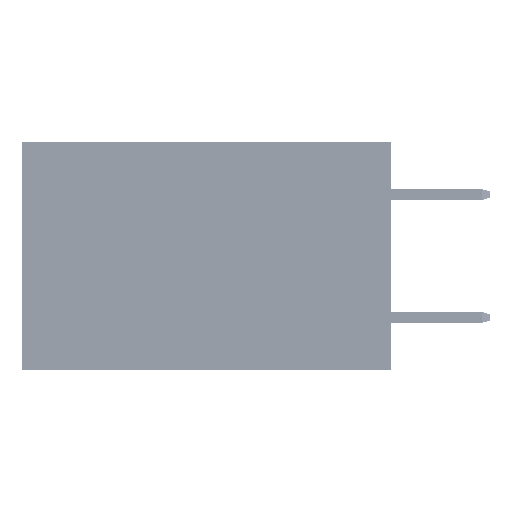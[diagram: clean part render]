
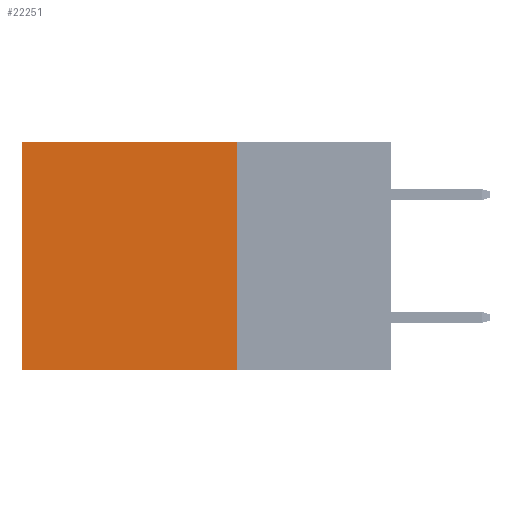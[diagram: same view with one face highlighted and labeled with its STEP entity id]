
A CAD part, left-side view. The second image highlights one B-rep face of the part: STEP entity #22251.
In plain terms, the highlighted planar face has unit normal (-1, 0, 0).
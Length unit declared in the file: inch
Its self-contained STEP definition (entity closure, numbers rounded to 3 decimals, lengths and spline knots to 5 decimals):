
#1054 = CARTESIAN_POINT ( 'NONE',  ( 0.2875, 0.25, 0. ) ) ;
#4676 = EDGE_LOOP ( 'NONE', ( #38007, #37886, #25392, #4970 ) ) ;
#4970 = ORIENTED_EDGE ( 'NONE', *, *, #33813, .T. ) ;
#6646 = CARTESIAN_POINT ( 'NONE',  ( 0.2875, 0.25, 0. ) ) ;
#7523 = VERTEX_POINT ( 'NONE', #39305 ) ;
#8136 = VERTEX_POINT ( 'NONE', #12296 ) ;
#10192 = CARTESIAN_POINT ( 'NONE',  ( 0.2875, 0.6, 0. ) ) ;
#11562 = PLANE ( 'NONE',  #38615 ) ;
#12296 = CARTESIAN_POINT ( 'NONE',  ( 0.2875, 0.6, 0. ) ) ;
#15160 = EDGE_CURVE ( 'NONE', #7523, #29724, #18049, .T. ) ;
#15454 = DIRECTION ( 'NONE',  ( 0., 0., -1. ) ) ;
#18049 = LINE ( 'NONE', #43342, #37335 ) ;
#20352 = DIRECTION ( 'NONE',  ( 0., 0., -1. ) ) ;
#22251 = ADVANCED_FACE ( 'NONE', ( #48744 ), #11562, .F. ) ;
#24317 = VECTOR ( 'NONE', #48643, 39.37008 ) ;
#24578 = VECTOR ( 'NONE', #30079, 39.37008 ) ;
#25392 = ORIENTED_EDGE ( 'NONE', *, *, #32237, .F. ) ;
#27213 = VERTEX_POINT ( 'NONE', #6646 ) ;
#28051 = DIRECTION ( 'NONE',  ( 0., 1., 0. ) ) ;
#29724 = VERTEX_POINT ( 'NONE', #38199 ) ;
#30079 = DIRECTION ( 'NONE',  ( 0., 0., -1. ) ) ;
#31290 = CARTESIAN_POINT ( 'NONE',  ( 0.2875, 0.25, 0. ) ) ;
#32237 = EDGE_CURVE ( 'NONE', #27213, #7523, #38913, .T. ) ;
#33813 = EDGE_CURVE ( 'NONE', #27213, #8136, #35122, .T. ) ;
#34791 = LINE ( 'NONE', #10192, #24578 ) ;
#35122 = LINE ( 'NONE', #44766, #24317 ) ;
#37335 = VECTOR ( 'NONE', #28051, 39.37008 ) ;
#37886 = ORIENTED_EDGE ( 'NONE', *, *, #15160, .F. ) ;
#38007 = ORIENTED_EDGE ( 'NONE', *, *, #42690, .T. ) ;
#38199 = CARTESIAN_POINT ( 'NONE',  ( 0.2875, 0.6, -0.37 ) ) ;
#38538 = DIRECTION ( 'NONE',  ( 1., 0., 0. ) ) ;
#38615 = AXIS2_PLACEMENT_3D ( 'NONE', #31290, #38538, #15454 ) ;
#38913 = LINE ( 'NONE', #1054, #49140 ) ;
#39305 = CARTESIAN_POINT ( 'NONE',  ( 0.2875, 0.25, -0.37 ) ) ;
#42690 = EDGE_CURVE ( 'NONE', #8136, #29724, #34791, .T. ) ;
#43342 = CARTESIAN_POINT ( 'NONE',  ( 0.2875, 0.25, -0.37 ) ) ;
#44766 = CARTESIAN_POINT ( 'NONE',  ( 0.2875, 0.25, 0. ) ) ;
#48643 = DIRECTION ( 'NONE',  ( 0., 1., 0. ) ) ;
#48744 = FACE_OUTER_BOUND ( 'NONE', #4676, .T. ) ;
#49140 = VECTOR ( 'NONE', #20352, 39.37008 ) ;
